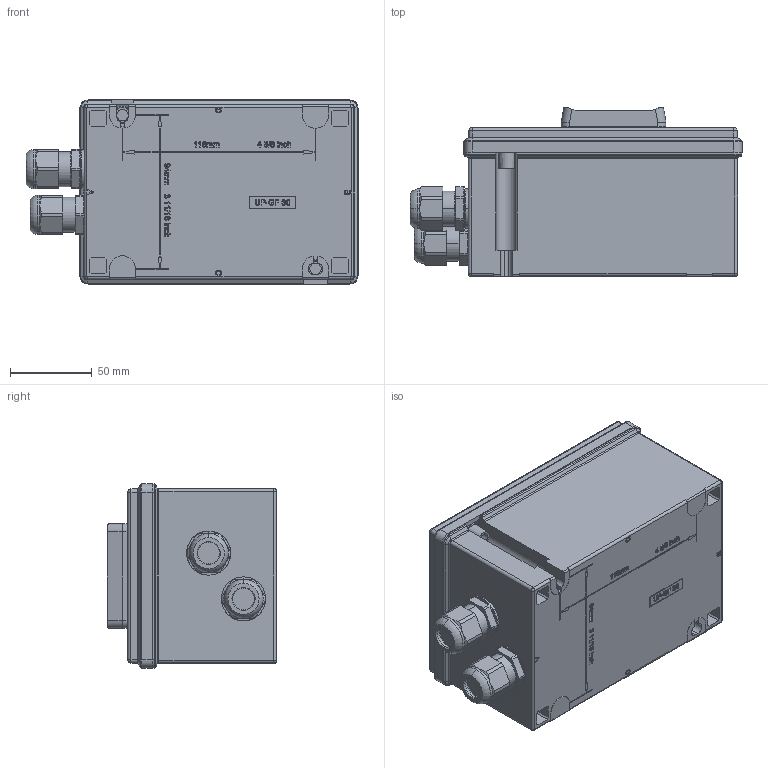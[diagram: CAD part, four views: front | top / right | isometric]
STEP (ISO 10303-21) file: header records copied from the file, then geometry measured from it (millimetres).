
FILE_DESCRIPTION (( 'STEP AP203' ), '1' );
FILE_NAME ('8146_5041-840_.STEP', '2015-05-06T09:16:29', ( '' ), ( '' ), 'SwSTEP 2.0', 'SolidWorks 2015', '' );
FILE_SCHEMA (( 'CONFIG_CONTROL_DESIGN' ));
Length unit declared in the file: millimetre
Products named in the file (22): 86_039_01_10_0_Ohne Beschriftung; 506_873_0; 8146_5041-840_; 81_616_05_30_0_Anschlussgewindedichtung_M20; 86_039_07_58_0; 81_610_77_01_0_Dichtung; 509_642_0_1_montiert; 86_038_01_58_0_ohne Beschriftung; 81_610_77_01_0_Stutzen_Vereinfacht; 81_469_51_04_0_vereinfacht; 81_469_01_91_0; 81_460_01_05_0; 509_642_0; 81_469_14_05_0; 8161_Staubschutzkappe_M20; 505_653_0; 81_469_14_05_0_Dichtung; 81_610_77_01_0_Hutmutter_Vereinfacht; 86_039_01_95_0_8603-2; 81_610_77_01_0_Vereinfacht
Assembly tree (32 placements, depth 3):
  8146_5041-840_
    81_469_51_04_0_vereinfacht
      81_469_51_04_0_vereinfacht
      81_469_01_91_0  x4
    81_460_01_05_0
      81_469_14_05_0
      81_469_14_05_0_Dichtung
    509_642_0  x4
      509_642_0
      509_642_0_1_montiert
    81_610_77_01_0_Vereinfacht  x2
      81_610_77_01_0_Stutzen_Vereinfacht
      81_610_77_01_0_Dichtung
      81_610_77_01_0_Hutmutter_Vereinfacht
      81_616_05_30_0_Anschlussgewindedichtung_M20
      8161_Staubschutzkappe_M20
    506_873_0  x2
    86_038_01_58_0_ohne Beschriftung
      86_039_01_10_0_Ohne Beschriftung
      86_039_07_58_0
      86_039_01_95_0_8603-2
      505_653_0  x4
Bounding box: 202.99 x 103.4 x 112.5 mm (x, y, z)
Volume: 384595.4 mm3; surface area: 246139.5 mm2
Topology: 34 solids, 34 shells, 2619 faces, 6585 edges, 4168 vertices
Faces by surface type: plane 1247, bspline 534, cylinder 502, cone 228, torus 96, sphere 12
Entity records: 90992 total; most frequent: CARTESIAN_POINT 39347, ORIENTED_EDGE 11078, DIRECTION 8606, EDGE_CURVE 5539, VERTEX_POINT 3532, VECTOR 3240, LINE 3240, AXIS2_PLACEMENT_3D 2683
